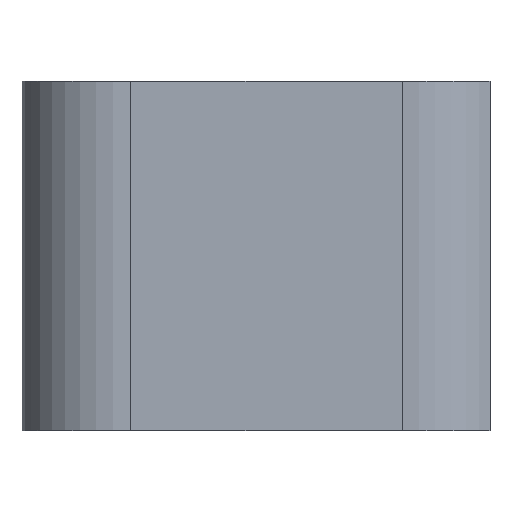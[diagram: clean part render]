
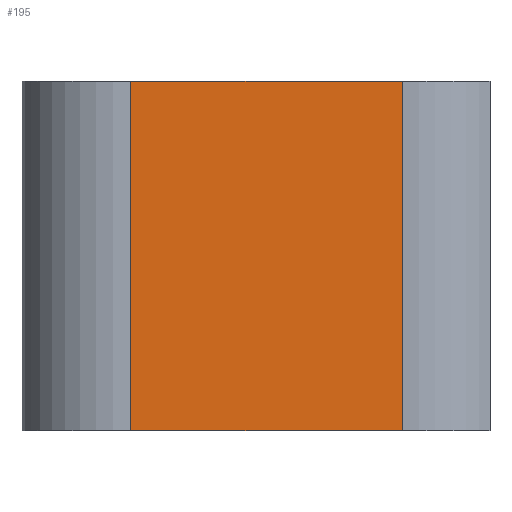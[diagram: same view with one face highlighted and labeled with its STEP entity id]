
A CAD part, left-side view. The second image highlights one B-rep face of the part: STEP entity #195.
In plain terms, the highlighted planar face has unit normal (-1, 0, 0).
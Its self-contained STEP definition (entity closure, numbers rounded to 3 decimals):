
#20=PLANE('',#236);
#29=FACE_OUTER_BOUND('',#39,.T.);
#39=EDGE_LOOP('',(#149,#150,#151,#152));
#57=LINE('',#337,#71);
#58=LINE('',#340,#72);
#59=LINE('',#342,#73);
#60=LINE('',#343,#74);
#71=VECTOR('',#282,10.);
#72=VECTOR('',#285,10.);
#73=VECTOR('',#286,10.);
#74=VECTOR('',#287,10.);
#97=VERTEX_POINT('',#333);
#98=VERTEX_POINT('',#335);
#99=VERTEX_POINT('',#339);
#100=VERTEX_POINT('',#341);
#119=EDGE_CURVE('',#97,#98,#57,.T.);
#120=EDGE_CURVE('',#99,#97,#58,.T.);
#121=EDGE_CURVE('',#100,#98,#59,.T.);
#122=EDGE_CURVE('',#99,#100,#60,.T.);
#149=ORIENTED_EDGE('',*,*,#120,.T.);
#150=ORIENTED_EDGE('',*,*,#119,.T.);
#151=ORIENTED_EDGE('',*,*,#121,.F.);
#152=ORIENTED_EDGE('',*,*,#122,.F.);
#195=ADVANCED_FACE('',(#29),#20,.T.);
#236=AXIS2_PLACEMENT_3D('',#338,#283,#284);
#282=DIRECTION('',(0.,0.,1.));
#283=DIRECTION('center_axis',(-1.,0.,0.));
#284=DIRECTION('ref_axis',(0.,-1.,0.));
#285=DIRECTION('',(0.,-1.,0.));
#286=DIRECTION('',(0.,-1.,0.));
#287=DIRECTION('',(0.,0.,1.));
#333=CARTESIAN_POINT('',(-605.568,-3470.769,0.));
#335=CARTESIAN_POINT('',(-605.568,-3470.769,18.));
#337=CARTESIAN_POINT('',(-605.568,-3470.769,0.));
#338=CARTESIAN_POINT('Origin',(-605.568,-3456.797,0.));
#339=CARTESIAN_POINT('',(-605.568,-3456.797,0.));
#340=CARTESIAN_POINT('',(-605.568,-3456.797,0.));
#341=CARTESIAN_POINT('',(-605.568,-3456.797,18.));
#342=CARTESIAN_POINT('',(-605.568,-3456.797,18.));
#343=CARTESIAN_POINT('',(-605.568,-3456.797,0.));
